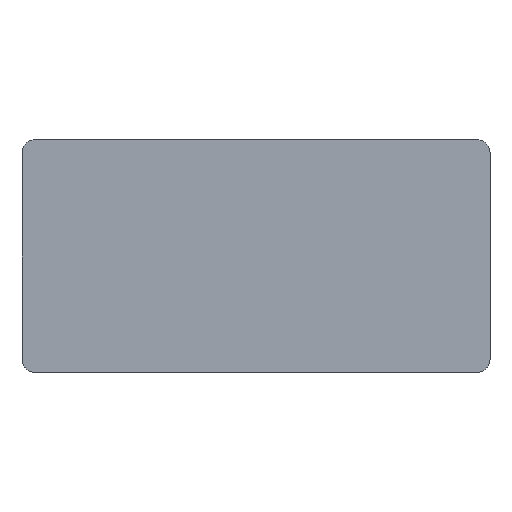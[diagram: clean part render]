
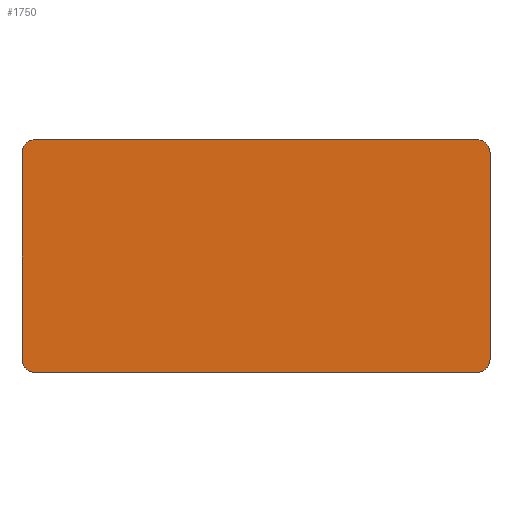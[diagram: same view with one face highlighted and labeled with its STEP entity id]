
A CAD part, front view. The second image highlights one B-rep face of the part: STEP entity #1750.
In plain terms, the highlighted planar face has unit normal (0, -1, 0).
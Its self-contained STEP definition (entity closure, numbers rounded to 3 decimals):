
#51=PLANE('',#1894);
#131=FACE_OUTER_BOUND('',#221,.T.);
#221=EDGE_LOOP('',(#1300,#1301,#1302,#1303,#1304,#1305,#1306,#1307));
#351=LINE('',#2657,#559);
#358=LINE('',#2671,#566);
#359=LINE('',#2675,#567);
#360=LINE('',#2679,#568);
#559=VECTOR('',#2150,10.);
#566=VECTOR('',#2159,10.);
#567=VECTOR('',#2162,10.);
#568=VECTOR('',#2165,10.);
#735=CIRCLE('',#1891,2.);
#736=CIRCLE('',#1895,2.);
#737=CIRCLE('',#1896,2.);
#738=CIRCLE('',#1897,2.);
#814=VERTEX_POINT('',#2646);
#815=VERTEX_POINT('',#2648);
#818=VERTEX_POINT('',#2656);
#824=VERTEX_POINT('',#2670);
#825=VERTEX_POINT('',#2672);
#826=VERTEX_POINT('',#2674);
#827=VERTEX_POINT('',#2676);
#828=VERTEX_POINT('',#2678);
#1008=EDGE_CURVE('',#814,#815,#735,.T.);
#1012=EDGE_CURVE('',#815,#818,#351,.T.);
#1019=EDGE_CURVE('',#824,#814,#358,.T.);
#1020=EDGE_CURVE('',#825,#824,#736,.T.);
#1021=EDGE_CURVE('',#826,#825,#359,.T.);
#1022=EDGE_CURVE('',#827,#826,#737,.T.);
#1023=EDGE_CURVE('',#828,#827,#360,.T.);
#1024=EDGE_CURVE('',#818,#828,#738,.T.);
#1300=ORIENTED_EDGE('',*,*,#1008,.F.);
#1301=ORIENTED_EDGE('',*,*,#1019,.F.);
#1302=ORIENTED_EDGE('',*,*,#1020,.F.);
#1303=ORIENTED_EDGE('',*,*,#1021,.F.);
#1304=ORIENTED_EDGE('',*,*,#1022,.F.);
#1305=ORIENTED_EDGE('',*,*,#1023,.F.);
#1306=ORIENTED_EDGE('',*,*,#1024,.F.);
#1307=ORIENTED_EDGE('',*,*,#1012,.F.);
#1750=ADVANCED_FACE('',(#131),#51,.F.);
#1891=AXIS2_PLACEMENT_3D('',#2649,#2142,#2143);
#1894=AXIS2_PLACEMENT_3D('',#2669,#2157,#2158);
#1895=AXIS2_PLACEMENT_3D('',#2673,#2160,#2161);
#1896=AXIS2_PLACEMENT_3D('',#2677,#2163,#2164);
#1897=AXIS2_PLACEMENT_3D('',#2680,#2166,#2167);
#2142=DIRECTION('center_axis',(0.,1.,0.));
#2143=DIRECTION('ref_axis',(0.707,0.,-0.707));
#2150=DIRECTION('',(-1.,0.,0.));
#2157=DIRECTION('center_axis',(0.,1.,0.));
#2158=DIRECTION('ref_axis',(1.,0.,0.));
#2159=DIRECTION('',(0.,0.,-1.));
#2160=DIRECTION('center_axis',(0.,1.,0.));
#2161=DIRECTION('ref_axis',(0.707,0.,0.707));
#2162=DIRECTION('',(1.,0.,0.));
#2163=DIRECTION('center_axis',(0.,1.,0.));
#2164=DIRECTION('ref_axis',(-0.707,0.,0.707));
#2165=DIRECTION('',(0.,0.,1.));
#2166=DIRECTION('center_axis',(0.,1.,0.));
#2167=DIRECTION('ref_axis',(-0.707,0.,-0.707));
#2646=CARTESIAN_POINT('',(68.3,0.,0.));
#2648=CARTESIAN_POINT('',(66.3,0.,-2.));
#2649=CARTESIAN_POINT('Origin',(66.3,0.,0.));
#2656=CARTESIAN_POINT('',(0.,0.,-2.));
#2657=CARTESIAN_POINT('',(68.3,0.,-2.));
#2669=CARTESIAN_POINT('Origin',(33.15,0.,3.75));
#2670=CARTESIAN_POINT('',(68.3,0.,31.));
#2671=CARTESIAN_POINT('',(68.3,0.,33.));
#2672=CARTESIAN_POINT('',(66.3,0.,33.));
#2673=CARTESIAN_POINT('Origin',(66.3,0.,31.));
#2674=CARTESIAN_POINT('',(0.,0.,33.));
#2675=CARTESIAN_POINT('',(-2.,0.,33.));
#2676=CARTESIAN_POINT('',(-2.,0.,31.));
#2677=CARTESIAN_POINT('Origin',(0.,0.,31.));
#2678=CARTESIAN_POINT('',(-2.,0.,0.));
#2679=CARTESIAN_POINT('',(-2.,0.,-2.));
#2680=CARTESIAN_POINT('Origin',(0.,0.,0.));
